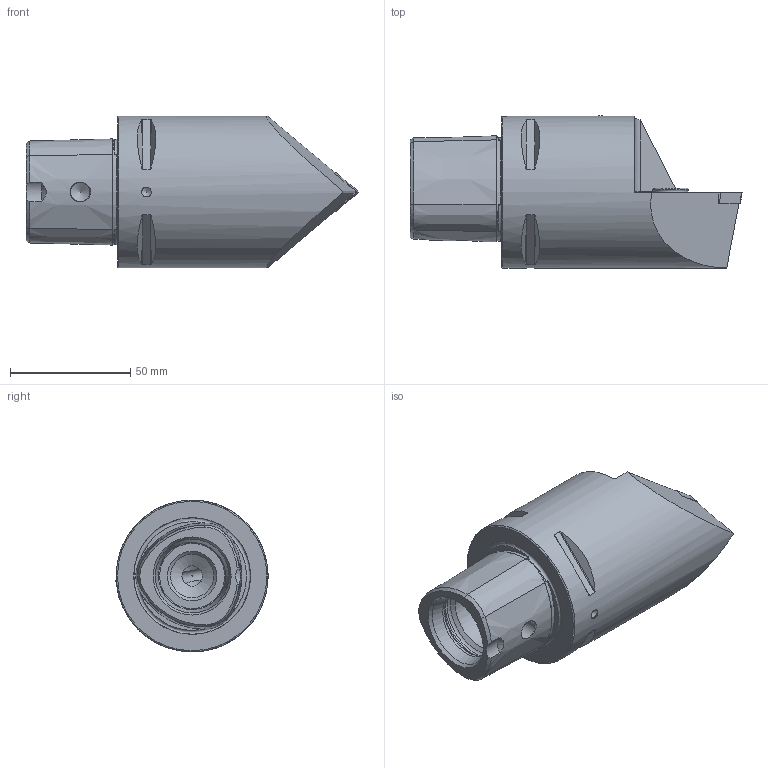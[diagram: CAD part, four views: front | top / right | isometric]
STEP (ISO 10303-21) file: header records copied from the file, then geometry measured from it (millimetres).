
FILE_DESCRIPTION (( 'STEP AP214' ), '1' );
FILE_NAME ('PS6.KCC.NMA.100-HP.STEP', '2020-10-01T10:45:49', ( '' ), ( '' ), 'SwSTEP 2.0', 'SolidWorks 2017', '' );
FILE_SCHEMA (( 'AUTOMOTIVE_DESIGN' ));
Length unit declared in the file: millimetre
Products named in the file (10): PS6-KCC.NMA.100-HP_A; DIN 3771 - 13x1; CCMT120408; PS6.KCC.NMA.100-HP; ISO 8752 2x8; DIN 7991 - M5x15; WCC-ER2.001.010_A; CHP-ER1.015.006; CHP-ER1.008.014_A; CHP-ER1.015.006_A
Assembly tree (9 placements, depth 3):
  PS6.KCC.NMA.100-HP
    PS6-KCC.NMA.100-HP_A
    CHP-ER1.015.006
      CHP-ER1.015.006_A
      DIN 3771 - 13x1
      DIN 7991 - M5x15
    CHP-ER1.008.014_A
    ISO 8752 2x8
    CCMT120408
    WCC-ER2.001.010_A
Bounding box: 137.78 x 63.13 x 63 mm (x, y, z)
Volume: 237306.8 mm3; surface area: 36255.3 mm2
Topology: 8 solids, 8 shells, 260 faces, 625 edges, 380 vertices
Faces by surface type: plane 86, cone 80, cylinder 59, torus 23, bspline 12
Full cylindrical faces by diameter (mm): 2 x1, 2.5 x1, 3 x1, 4 x1, 4.2 x4, 5 x4, 5.2 x1, 5.5 x2, 7 x2, 7.6 x1, 8 x1, 8.1 x2, 8.5 x1, 10 x1, 13.4 x1, 15 x4, 18 x1, 28 x2, 32 x1, 63 x1
Entity records: 8382 total; most frequent: CARTESIAN_POINT 2648, DIRECTION 1080, ORIENTED_EDGE 1002, EDGE_CURVE 501, AXIS2_PLACEMENT_3D 454, EDGE_LOOP 364, VERTEX_POINT 349, FACE_OUTER_BOUND 304
